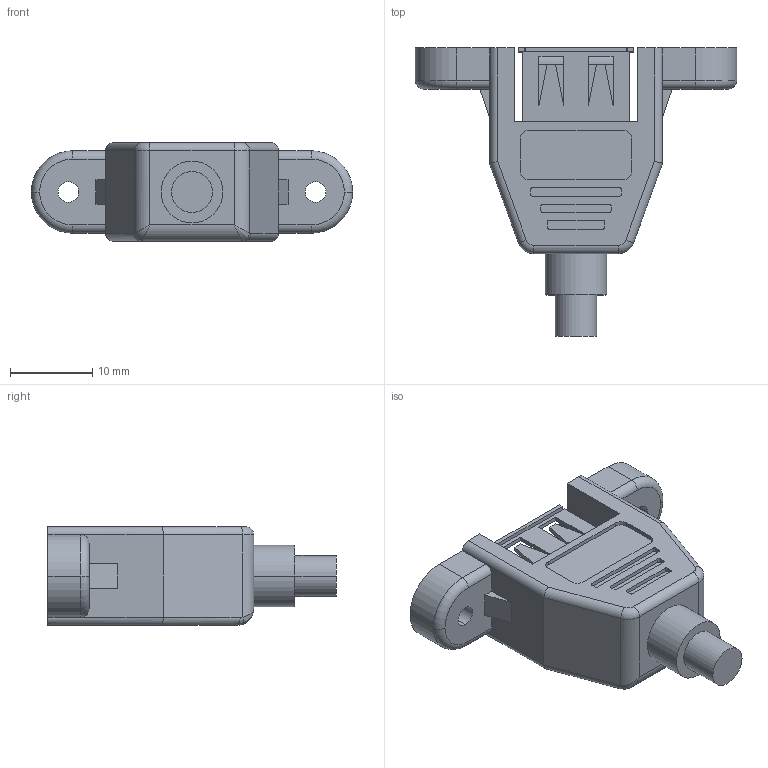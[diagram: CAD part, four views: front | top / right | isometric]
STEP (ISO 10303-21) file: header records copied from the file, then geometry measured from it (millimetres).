
FILE_DESCRIPTION (( 'STEP AP203' ), '1' );
FILE_NAME ('USB-Socket.STEP', '2012-07-09T18:52:56', ( '' ), ( '' ), 'SwSTEP 2.0', 'SolidWorks 2012', '' );
FILE_SCHEMA (( 'CONFIG_CONTROL_DESIGN' ));
Length unit declared in the file: millimetre
Products named in the file (1): USB-Socket
Bounding box: 39 x 35 x 12 mm (x, y, z)
Volume: 5378.4 mm3; surface area: 3536.7 mm2
Topology: 1 solids, 1 shells, 201 faces, 527 edges, 338 vertices
Faces by surface type: plane 127, cylinder 64, torus 6, bspline 4
Entity records: 6274 total; most frequent: CARTESIAN_POINT 1193, ORIENTED_EDGE 1050, DIRECTION 1023, EDGE_CURVE 525, VECTOR 391, LINE 391, VERTEX_POINT 338, AXIS2_PLACEMENT_3D 316
